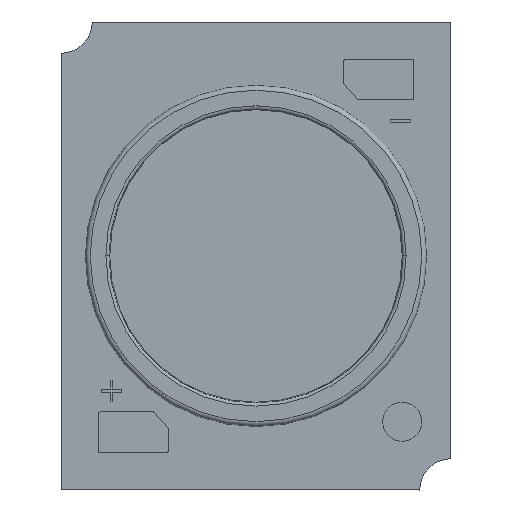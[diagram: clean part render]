
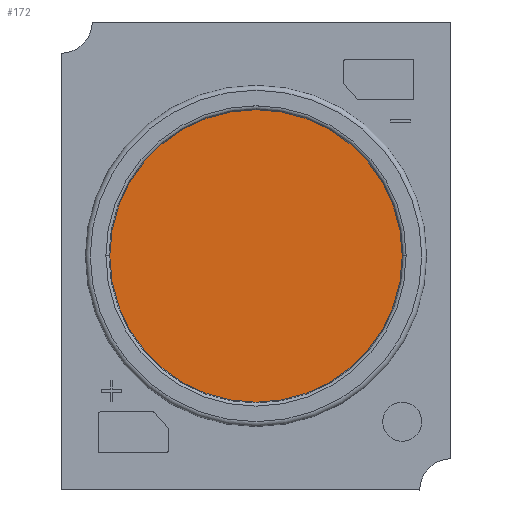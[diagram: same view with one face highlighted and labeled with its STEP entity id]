
A CAD part, top view. The second image highlights one B-rep face of the part: STEP entity #172.
In plain terms, the highlighted planar face has unit normal (0, 0, 1).
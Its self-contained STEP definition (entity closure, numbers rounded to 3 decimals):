
#172=ADVANCED_FACE('',(#293),#241,.T.);
#241=PLANE('',#1576);
#293=FACE_OUTER_BOUND('',#377,.T.);
#377=EDGE_LOOP('',(#649,#650));
#499=CIRCLE('',#1570,7.5);
#500=CIRCLE('',#1572,7.5);
#649=ORIENTED_EDGE('',*,*,#1154,.T.);
#650=ORIENTED_EDGE('',*,*,#1156,.T.);
#1009=VERTEX_POINT('',#2299);
#1010=VERTEX_POINT('',#2301);
#1154=EDGE_CURVE('',#1010,#1009,#499,.T.);
#1156=EDGE_CURVE('',#1009,#1010,#500,.T.);
#1570=AXIS2_PLACEMENT_3D('',#2300,#1838,#1839);
#1572=AXIS2_PLACEMENT_3D('',#2304,#1843,#1844);
#1576=AXIS2_PLACEMENT_3D('',#2308,#1851,#1852);
#1838=DIRECTION('',(0.,0.,1.));
#1839=DIRECTION('',(-1.,0.,0.));
#1843=DIRECTION('',(0.,0.,1.));
#1844=DIRECTION('',(1.,0.,0.));
#1851=DIRECTION('',(0.,0.,1.));
#1852=DIRECTION('',(-1.,0.,0.));
#2299=CARTESIAN_POINT('',(7.5,0.,1.43));
#2300=CARTESIAN_POINT('',(0.,0.,1.43));
#2301=CARTESIAN_POINT('',(-7.5,0.,1.43));
#2304=CARTESIAN_POINT('',(0.,0.,1.43));
#2308=CARTESIAN_POINT('',(0.,0.,1.43));
